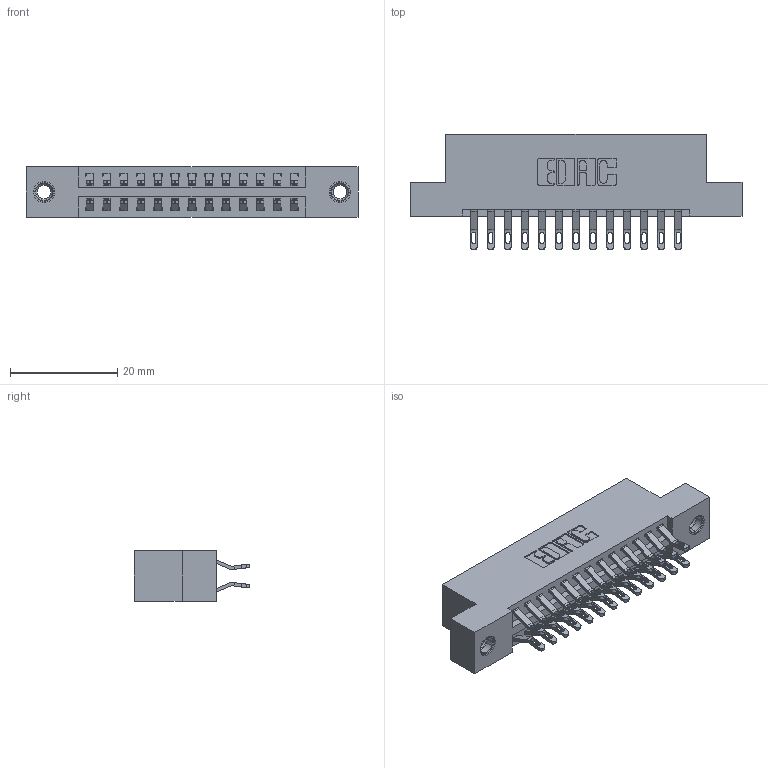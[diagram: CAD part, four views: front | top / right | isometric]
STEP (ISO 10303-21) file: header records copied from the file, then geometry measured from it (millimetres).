
FILE_DESCRIPTION (( 'STEP AP203' ), '1' );
FILE_NAME ('346-026-555-207.STEP', '2022-05-19T02:17:44', ( '' ), ( '' ), 'SwSTEP 2.0', 'SolidWorks 2020', '' );
FILE_SCHEMA (( 'CONFIG_CONTROL_DESIGN' ));
Length unit declared in the file: inch
Products named in the file (4): 346 Part_Flush Mounting Lugs - 0.156 Dia-TI; 345-292-001_555 Tail; 346-026-555-207; 345-250-001_345-250-005-103
Assembly tree (29 placements, depth 2):
  346-026-555-207
    346 Part_Flush Mounting Lugs - 0.156 Dia-TI
    345-292-001_555 Tail  x26
    345-250-001_345-250-005-103  x2
Bounding box: 61.85 x 21.46 x 9.4 mm (x, y, z)
Volume: 5867.7 mm3; surface area: 7912.3 mm2
Topology: 29 solids, 29 shells, 1690 faces, 5223 edges, 3474 vertices
Faces by surface type: plane 966, cylinder 708, cone 12, torus 4
Entity records: 13900 total; most frequent: CARTESIAN_POINT 2349, ORIENTED_EDGE 2246, DIRECTION 2117, EDGE_CURVE 1123, VECTOR 899, LINE 899, VERTEX_POINT 744, AXIS2_PLACEMENT_3D 609
